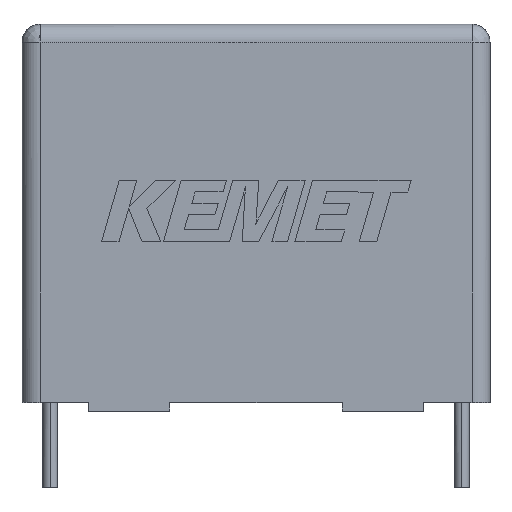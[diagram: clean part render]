
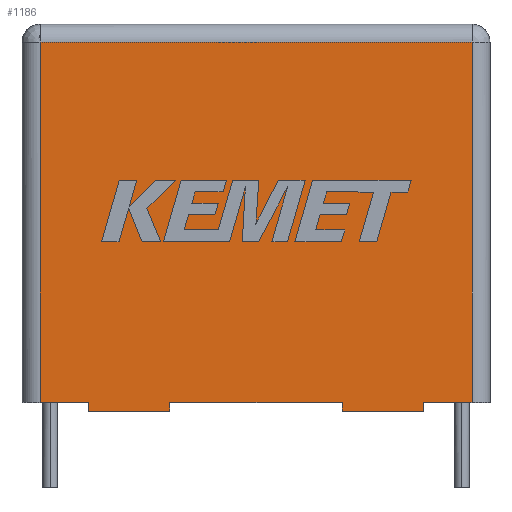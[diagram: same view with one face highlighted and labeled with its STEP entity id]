
A CAD part, top view. The second image highlights one B-rep face of the part: STEP entity #1186.
In plain terms, the highlighted planar face has unit normal (0, 0, 1).
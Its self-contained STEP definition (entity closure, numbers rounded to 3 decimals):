
#30=PLANE('',#3501);
#1186=ADVANCED_FACE('',(#1283),#30,.T.);
#1283=FACE_OUTER_BOUND('',#1382,.T.);
#1382=EDGE_LOOP('',(#1582,#1583,#1584,#1585,#1586,#1587,#1588,#1589,#1590,
#1591,#1592,#1593));
#1582=ORIENTED_EDGE('',*,*,#2081,.F.);
#1583=ORIENTED_EDGE('',*,*,#2082,.F.);
#1584=ORIENTED_EDGE('',*,*,#2083,.F.);
#1585=ORIENTED_EDGE('',*,*,#2084,.F.);
#1586=ORIENTED_EDGE('',*,*,#2085,.F.);
#1587=ORIENTED_EDGE('',*,*,#2086,.F.);
#1588=ORIENTED_EDGE('',*,*,#2087,.F.);
#1589=ORIENTED_EDGE('',*,*,#2088,.F.);
#1590=ORIENTED_EDGE('',*,*,#2089,.F.);
#1591=ORIENTED_EDGE('',*,*,#2090,.F.);
#1592=ORIENTED_EDGE('',*,*,#2091,.F.);
#1593=ORIENTED_EDGE('',*,*,#2080,.F.);
#2080=EDGE_CURVE('',#3076,#3077,#2558,.T.);
#2081=EDGE_CURVE('',#3078,#3076,#2559,.T.);
#2082=EDGE_CURVE('',#3079,#3078,#2560,.T.);
#2083=EDGE_CURVE('',#3080,#3079,#2561,.T.);
#2084=EDGE_CURVE('',#3081,#3080,#2562,.T.);
#2085=EDGE_CURVE('',#3082,#3081,#2563,.T.);
#2086=EDGE_CURVE('',#3083,#3082,#2564,.T.);
#2087=EDGE_CURVE('',#3084,#3083,#2565,.T.);
#2088=EDGE_CURVE('',#3085,#3084,#2566,.T.);
#2089=EDGE_CURVE('',#3086,#3085,#2567,.T.);
#2090=EDGE_CURVE('',#3087,#3086,#2568,.T.);
#2091=EDGE_CURVE('',#3077,#3087,#2569,.T.);
#2558=B_SPLINE_CURVE_WITH_KNOTS('',1,(#4188,#4189),.UNSPECIFIED.,.F.,.F.,
(2,2),(-2.72,0.),.UNSPECIFIED.);
#2559=B_SPLINE_CURVE_WITH_KNOTS('',1,(#4190,#4191),.UNSPECIFIED.,.F.,.F.,
(2,2),(0.,0.5),.UNSPECIFIED.);
#2560=B_SPLINE_CURVE_WITH_KNOTS('',1,(#4192,#4193),.UNSPECIFIED.,.F.,.F.,
(2,2),(0.,4.5),.UNSPECIFIED.);
#2561=B_SPLINE_CURVE_WITH_KNOTS('',1,(#4194,#4195),.UNSPECIFIED.,.F.,.F.,
(2,2),(-0.5,0.),.UNSPECIFIED.);
#2562=B_SPLINE_CURVE_WITH_KNOTS('',1,(#4196,#4197),.UNSPECIFIED.,.F.,.F.,
(2,2),(-9.56,0.),.UNSPECIFIED.);
#2563=B_SPLINE_CURVE_WITH_KNOTS('',1,(#4198,#4199),.UNSPECIFIED.,.F.,.F.,
(2,2),(0.,0.5),.UNSPECIFIED.);
#2564=B_SPLINE_CURVE_WITH_KNOTS('',1,(#4200,#4201),.UNSPECIFIED.,.F.,.F.,
(2,2),(0.,4.5),.UNSPECIFIED.);
#2565=B_SPLINE_CURVE_WITH_KNOTS('',1,(#4202,#4203),.UNSPECIFIED.,.F.,.F.,
(2,2),(-0.5,0.),.UNSPECIFIED.);
#2566=B_SPLINE_CURVE_WITH_KNOTS('',1,(#4204,#4205),.UNSPECIFIED.,.F.,.F.,
(2,2),(-2.72,0.),.UNSPECIFIED.);
#2567=B_SPLINE_CURVE_WITH_KNOTS('',1,(#4206,#4207),.UNSPECIFIED.,.F.,.F.,
(2,2),(-20.,0.),.UNSPECIFIED.);
#2568=B_SPLINE_CURVE_WITH_KNOTS('',1,(#4208,#4209),.UNSPECIFIED.,.F.,.F.,
(2,2),(-24.,0.),.UNSPECIFIED.);
#2569=B_SPLINE_CURVE_WITH_KNOTS('',1,(#4210,#4211),.UNSPECIFIED.,.F.,.F.,
(2,2),(-20.,0.),.UNSPECIFIED.);
#3076=VERTEX_POINT('',#4176);
#3077=VERTEX_POINT('',#4177);
#3078=VERTEX_POINT('',#4178);
#3079=VERTEX_POINT('',#4179);
#3080=VERTEX_POINT('',#4180);
#3081=VERTEX_POINT('',#4181);
#3082=VERTEX_POINT('',#4182);
#3083=VERTEX_POINT('',#4183);
#3084=VERTEX_POINT('',#4184);
#3085=VERTEX_POINT('',#4185);
#3086=VERTEX_POINT('',#4186);
#3087=VERTEX_POINT('',#4187);
#3501=AXIS2_PLACEMENT_3D('',#4175,#3583,$);
#3583=DIRECTION('',(0.,0.,1.));
#4175=CARTESIAN_POINT('',(14.423,22.774,11.));
#4176=CARTESIAN_POINT('',(-9.258,0.724,11.));
#4177=CARTESIAN_POINT('',(-11.978,0.724,11.));
#4178=CARTESIAN_POINT('',(-9.258,0.224,11.));
#4179=CARTESIAN_POINT('',(-4.758,0.224,11.));
#4180=CARTESIAN_POINT('',(-4.758,0.724,11.));
#4181=CARTESIAN_POINT('',(4.802,0.724,11.));
#4182=CARTESIAN_POINT('',(4.802,0.224,11.));
#4183=CARTESIAN_POINT('',(9.302,0.224,11.));
#4184=CARTESIAN_POINT('',(9.302,0.724,11.));
#4185=CARTESIAN_POINT('',(12.022,0.724,11.));
#4186=CARTESIAN_POINT('',(12.022,20.724,11.));
#4187=CARTESIAN_POINT('',(-11.978,20.724,11.));
#4188=CARTESIAN_POINT('',(-9.258,0.724,11.));
#4189=CARTESIAN_POINT('',(-11.978,0.724,11.));
#4190=CARTESIAN_POINT('',(-9.258,0.224,11.));
#4191=CARTESIAN_POINT('',(-9.258,0.724,11.));
#4192=CARTESIAN_POINT('',(-4.758,0.224,11.));
#4193=CARTESIAN_POINT('',(-9.258,0.224,11.));
#4194=CARTESIAN_POINT('',(-4.758,0.724,11.));
#4195=CARTESIAN_POINT('',(-4.758,0.224,11.));
#4196=CARTESIAN_POINT('',(4.802,0.724,11.));
#4197=CARTESIAN_POINT('',(-4.758,0.724,11.));
#4198=CARTESIAN_POINT('',(4.802,0.224,11.));
#4199=CARTESIAN_POINT('',(4.802,0.724,11.));
#4200=CARTESIAN_POINT('',(9.302,0.224,11.));
#4201=CARTESIAN_POINT('',(4.802,0.224,11.));
#4202=CARTESIAN_POINT('',(9.302,0.724,11.));
#4203=CARTESIAN_POINT('',(9.302,0.224,11.));
#4204=CARTESIAN_POINT('',(12.022,0.724,11.));
#4205=CARTESIAN_POINT('',(9.302,0.724,11.));
#4206=CARTESIAN_POINT('',(12.022,20.724,11.));
#4207=CARTESIAN_POINT('',(12.022,0.724,11.));
#4208=CARTESIAN_POINT('',(-11.978,20.724,11.));
#4209=CARTESIAN_POINT('',(12.022,20.724,11.));
#4210=CARTESIAN_POINT('',(-11.978,0.724,11.));
#4211=CARTESIAN_POINT('',(-11.978,20.724,11.));
